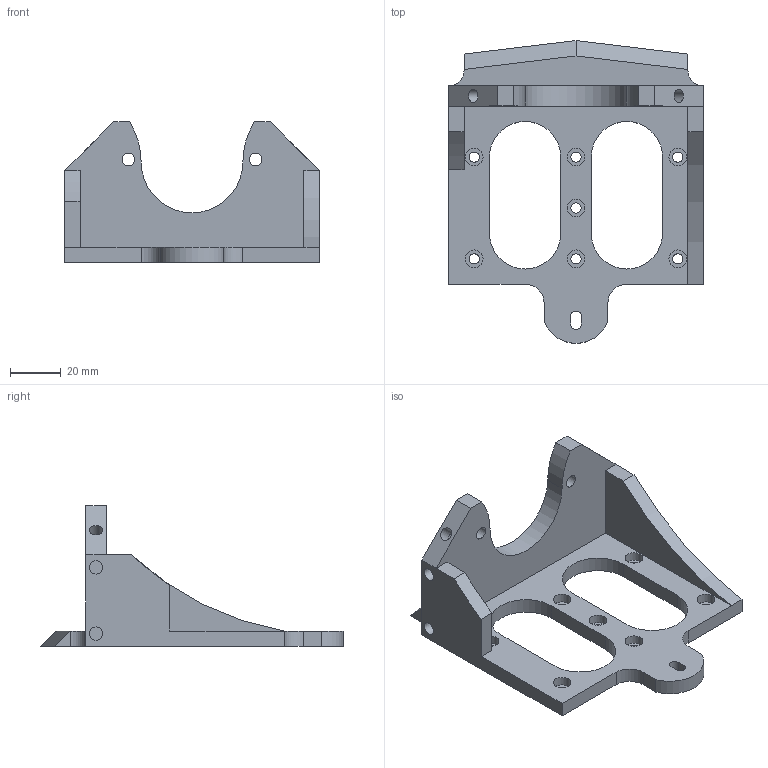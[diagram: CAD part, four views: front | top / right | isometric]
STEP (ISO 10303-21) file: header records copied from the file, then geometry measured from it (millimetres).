
FILE_DESCRIPTION(('FreeCAD Model'),'2;1');
FILE_NAME('X_SingleExtruderMount.stp','2013-01-02T02:36:33',('FreeCAD'),('FreeCAD'), 'Open CASCADE STEP processor 6.5','FreeCAD','Unknown');
FILE_SCHEMA(('AUTOMOTIVE_DESIGN_CC2 { 1 2 10303 214 -1 1 5 4 }'));
Length unit declared in the file: millimetre
Products named in the file (1): Open CASCADE STEP translator 6.5 1
Bounding box: 100 x 119.02 x 55.25 mm (x, y, z)
Volume: 72365.4 mm3; surface area: 29473.6 mm2
Topology: 1 solids, 1 shells, 81 faces, 195 edges, 129 vertices
Faces by surface type: plane 43, cylinder 38
Full cylindrical faces by diameter (mm): 4 x7, 5 x2, 5.2 x6, 7 x7
Entity records: 5098 total; most frequent: CARTESIAN_POINT 1140, DIRECTION 741, LINE 401, VECTOR 401, ORIENTED_EDGE 390, PCURVE 390, DEFINITIONAL_REPRESENTATION 390, EDGE_CURVE 195
